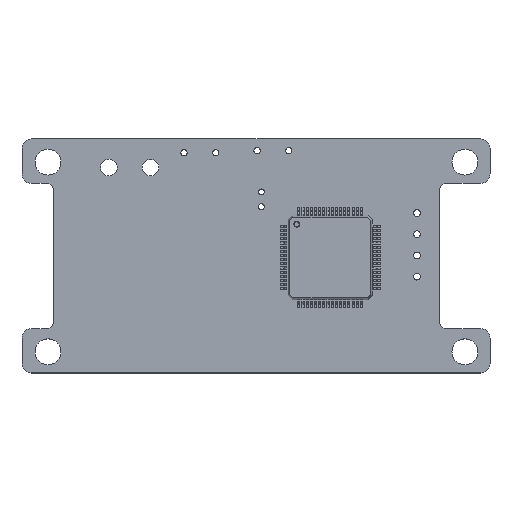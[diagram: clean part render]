
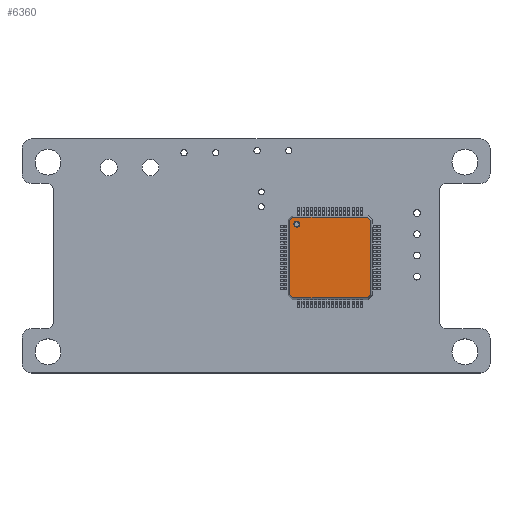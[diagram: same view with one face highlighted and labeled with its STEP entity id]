
A CAD part, top view. The second image highlights one B-rep face of the part: STEP entity #6360.
In plain terms, the highlighted planar face has unit normal (0, 0, 1).
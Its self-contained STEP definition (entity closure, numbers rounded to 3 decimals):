
#6360 = ADVANCED_FACE('',(#6361,#6381),#6447,.F.);
#6361 = FACE_BOUND('',#6362,.T.);
#6362 = EDGE_LOOP('',(#6363,#6374));
#6363 = ORIENTED_EDGE('',*,*,#6364,.F.);
#6364 = EDGE_CURVE('',#6365,#6367,#6369,.T.);
#6365 = VERTEX_POINT('',#6366);
#6366 = CARTESIAN_POINT('',(128.684,87.058,1.5));
#6367 = VERTEX_POINT('',#6368);
#6368 = CARTESIAN_POINT('',(127.984,87.058,1.5));
#6369 = CIRCLE('',#6370,0.35);
#6370 = AXIS2_PLACEMENT_3D('',#6371,#6372,#6373);
#6371 = CARTESIAN_POINT('',(128.334,87.058,1.5));
#6372 = DIRECTION('',(0.,0.,1.));
#6373 = DIRECTION('',(1.,0.,0.));
#6374 = ORIENTED_EDGE('',*,*,#6375,.F.);
#6375 = EDGE_CURVE('',#6367,#6365,#6376,.T.);
#6376 = CIRCLE('',#6377,0.35);
#6377 = AXIS2_PLACEMENT_3D('',#6378,#6379,#6380);
#6378 = CARTESIAN_POINT('',(128.334,87.058,1.5));
#6379 = DIRECTION('',(0.,0.,1.));
#6380 = DIRECTION('',(1.,0.,0.));
#6381 = FACE_BOUND('',#6382,.T.);
#6382 = EDGE_LOOP('',(#6383,#6393,#6401,#6409,#6417,#6425,#6433,#6441));
#6383 = ORIENTED_EDGE('',*,*,#6384,.T.);
#6384 = EDGE_CURVE('',#6385,#6387,#6389,.T.);
#6385 = VERTEX_POINT('',#6386);
#6386 = CARTESIAN_POINT('',(136.801,87.907,1.5));
#6387 = VERTEX_POINT('',#6388);
#6388 = CARTESIAN_POINT('',(127.867,87.907,1.5));
#6389 = LINE('',#6390,#6391);
#6390 = CARTESIAN_POINT('',(137.384,87.907,1.5));
#6391 = VECTOR('',#6392,1.);
#6392 = DIRECTION('',(-1.,0.,0.));
#6393 = ORIENTED_EDGE('',*,*,#6394,.T.);
#6394 = EDGE_CURVE('',#6387,#6395,#6397,.T.);
#6395 = VERTEX_POINT('',#6396);
#6396 = CARTESIAN_POINT('',(127.485,87.525,1.5));
#6397 = LINE('',#6398,#6399);
#6398 = CARTESIAN_POINT('',(132.726,92.766,1.5));
#6399 = VECTOR('',#6400,1.);
#6400 = DIRECTION('',(-0.707,-0.707,0.));
#6401 = ORIENTED_EDGE('',*,*,#6402,.T.);
#6402 = EDGE_CURVE('',#6395,#6403,#6405,.T.);
#6403 = VERTEX_POINT('',#6404);
#6404 = CARTESIAN_POINT('',(127.485,78.591,1.5));
#6405 = LINE('',#6406,#6407);
#6406 = CARTESIAN_POINT('',(127.485,88.108,1.5));
#6407 = VECTOR('',#6408,1.);
#6408 = DIRECTION('',(0.,-1.,0.));
#6409 = ORIENTED_EDGE('',*,*,#6410,.T.);
#6410 = EDGE_CURVE('',#6403,#6411,#6413,.T.);
#6411 = VERTEX_POINT('',#6412);
#6412 = CARTESIAN_POINT('',(127.867,78.209,1.5));
#6413 = LINE('',#6414,#6415);
#6414 = CARTESIAN_POINT('',(127.676,78.4,1.5));
#6415 = VECTOR('',#6416,1.);
#6416 = DIRECTION('',(0.707,-0.707,0.));
#6417 = ORIENTED_EDGE('',*,*,#6418,.T.);
#6418 = EDGE_CURVE('',#6411,#6419,#6421,.T.);
#6419 = VERTEX_POINT('',#6420);
#6420 = CARTESIAN_POINT('',(136.801,78.209,1.5));
#6421 = LINE('',#6422,#6423);
#6422 = CARTESIAN_POINT('',(137.384,78.209,1.5));
#6423 = VECTOR('',#6424,1.);
#6424 = DIRECTION('',(1.,0.,0.));
#6425 = ORIENTED_EDGE('',*,*,#6426,.T.);
#6426 = EDGE_CURVE('',#6419,#6427,#6429,.T.);
#6427 = VERTEX_POINT('',#6428);
#6428 = CARTESIAN_POINT('',(137.183,78.591,1.5));
#6429 = LINE('',#6430,#6431);
#6430 = CARTESIAN_POINT('',(142.042,83.45,1.5));
#6431 = VECTOR('',#6432,1.);
#6432 = DIRECTION('',(0.707,0.707,0.));
#6433 = ORIENTED_EDGE('',*,*,#6434,.T.);
#6434 = EDGE_CURVE('',#6427,#6435,#6437,.T.);
#6435 = VERTEX_POINT('',#6436);
#6436 = CARTESIAN_POINT('',(137.183,87.525,1.5));
#6437 = LINE('',#6438,#6439);
#6438 = CARTESIAN_POINT('',(137.183,88.108,1.5));
#6439 = VECTOR('',#6440,1.);
#6440 = DIRECTION('',(0.,1.,0.));
#6441 = ORIENTED_EDGE('',*,*,#6442,.T.);
#6442 = EDGE_CURVE('',#6435,#6385,#6443,.T.);
#6443 = LINE('',#6444,#6445);
#6444 = CARTESIAN_POINT('',(136.992,87.716,1.5));
#6445 = VECTOR('',#6446,1.);
#6446 = DIRECTION('',(-0.707,0.707,0.));
#6447 = PLANE('',#6448);
#6448 = AXIS2_PLACEMENT_3D('',#6449,#6450,#6451);
#6449 = CARTESIAN_POINT('',(137.384,88.108,1.5));
#6450 = DIRECTION('',(0.,0.,-1.));
#6451 = DIRECTION('',(-1.,0.,0.));
